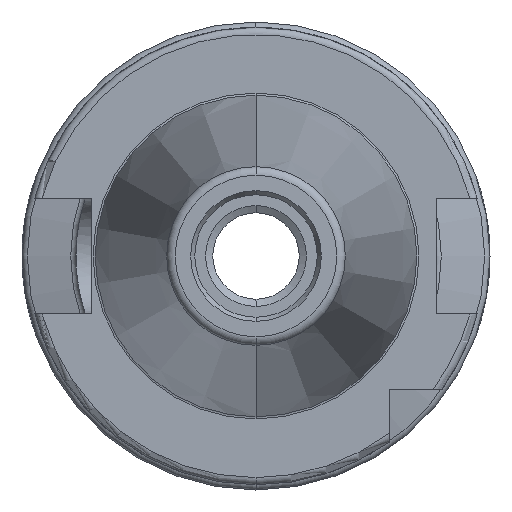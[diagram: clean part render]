
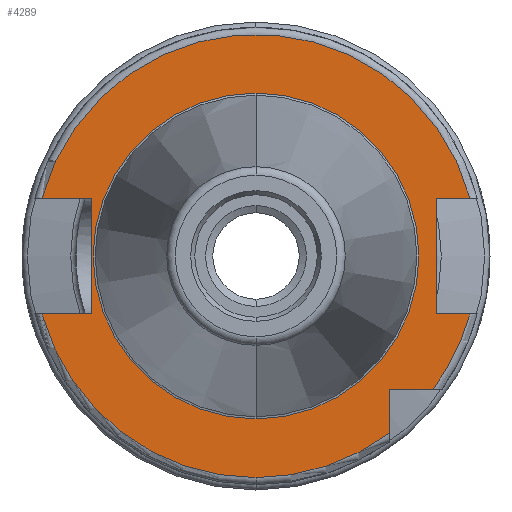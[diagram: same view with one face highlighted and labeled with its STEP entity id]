
A CAD part, left-side view. The second image highlights one B-rep face of the part: STEP entity #4289.
In plain terms, the highlighted planar face has unit normal (-1, 0, 0).
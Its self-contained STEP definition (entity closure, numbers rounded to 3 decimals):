
#785 = LINE ( 'NONE', #849, #848 ) ;
#847 = DIRECTION ( 'NONE',  ( 0., -1., 0. ) ) ;
#848 = VECTOR ( 'NONE', #847, 1000. ) ;
#849 = CARTESIAN_POINT ( 'NONE',  ( 3.2, 0., -8.05 ) ) ;
#854 = CARTESIAN_POINT ( 'NONE',  ( 3.2, 0., -30.775 ) ) ;
#858 = DIRECTION ( 'NONE',  ( 0., 0., -1. ) ) ;
#859 = DIRECTION ( 'NONE',  ( -1., 0., 0. ) ) ;
#860 = CARTESIAN_POINT ( 'NONE',  ( 3.2, 0., 0. ) ) ;
#861 = AXIS2_PLACEMENT_3D ( 'NONE', #860, #859, #858 ) ;
#872 = CIRCLE ( 'NONE', #861, 30.775 ) ;
#873 = CARTESIAN_POINT ( 'NONE',  ( 3.2, 29.704, -8.05 ) ) ;
#953 = CARTESIAN_POINT ( 'NONE',  ( 3.2, 22.8, 30.775 ) ) ;
#1033 = DIRECTION ( 'NONE',  ( 0., 1., 0. ) ) ;
#1034 = VECTOR ( 'NONE', #1033, 1000. ) ;
#1035 = CARTESIAN_POINT ( 'NONE',  ( 3.2, -25.834, -18.5 ) ) ;
#1036 = LINE ( 'NONE', #1035, #1034 ) ;
#1063 = CARTESIAN_POINT ( 'NONE',  ( 3.2, -18.5, -24.594 ) ) ;
#1092 = CARTESIAN_POINT ( 'NONE',  ( 3.2, -18.5, -18.5 ) ) ;
#1125 = DIRECTION ( 'NONE',  ( 0., 0., -1. ) ) ;
#1126 = VECTOR ( 'NONE', #1125, 1000. ) ;
#1127 = CARTESIAN_POINT ( 'NONE',  ( 3.2, -18.5, -18.5 ) ) ;
#1128 = LINE ( 'NONE', #1127, #1126 ) ;
#1133 = CARTESIAN_POINT ( 'NONE',  ( 3.2, -25., -8.05 ) ) ;
#1135 = CARTESIAN_POINT ( 'NONE',  ( 3.2, -25., 8.05 ) ) ;
#1153 = DIRECTION ( 'NONE',  ( 0., 0., -1. ) ) ;
#1154 = VECTOR ( 'NONE', #1153, 1000. ) ;
#1155 = CARTESIAN_POINT ( 'NONE',  ( 3.2, -25., 30.775 ) ) ;
#1156 = LINE ( 'NONE', #1155, #1154 ) ;
#1182 = CARTESIAN_POINT ( 'NONE',  ( 3.2, -29.704, -8.05 ) ) ;
#1283 = PLANE ( 'NONE',  #1285 ) ;
#1284 = CARTESIAN_POINT ( 'NONE',  ( 3.2, 0., 30.775 ) ) ;
#1285 = AXIS2_PLACEMENT_3D ( 'NONE', #1284, #1346, #1345 ) ;
#1286 = FACE_OUTER_BOUND ( 'NONE', #4265, .T. ) ;
#1287 = FACE_BOUND ( 'NONE', #4285, .T. ) ;
#1288 = DIRECTION ( 'NONE',  ( 0., 0., -1. ) ) ;
#1289 = DIRECTION ( 'NONE',  ( -1., 0., 0. ) ) ;
#1290 = AXIS2_PLACEMENT_3D ( 'NONE', #1297, #1289, #1288 ) ;
#1291 = CIRCLE ( 'NONE', #1290, 30.775 ) ;
#1297 = CARTESIAN_POINT ( 'NONE',  ( 3.2, 0., 0. ) ) ;
#1319 = CIRCLE ( 'NONE', #1376, 22.625 ) ;
#1345 = DIRECTION ( 'NONE',  ( 0., 0., 1. ) ) ;
#1346 = DIRECTION ( 'NONE',  ( 1., 0., 0. ) ) ;
#1373 = DIRECTION ( 'NONE',  ( 0., 0., -1. ) ) ;
#1374 = DIRECTION ( 'NONE',  ( -1., 0., 0. ) ) ;
#1375 = CARTESIAN_POINT ( 'NONE',  ( 3.2, 0., 0. ) ) ;
#1376 = AXIS2_PLACEMENT_3D ( 'NONE', #1375, #1374, #1373 ) ;
#1379 = DIRECTION ( 'NONE',  ( 0., 1., 0. ) ) ;
#1380 = VECTOR ( 'NONE', #1379, 1000. ) ;
#1381 = CARTESIAN_POINT ( 'NONE',  ( 3.2, 0., 8.05 ) ) ;
#1386 = CARTESIAN_POINT ( 'NONE',  ( 3.2, 29.704, 8.05 ) ) ;
#1387 = LINE ( 'NONE', #1381, #1380 ) ;
#1408 = LINE ( 'NONE', #953, #1692 ) ;
#1496 = CARTESIAN_POINT ( 'NONE',  ( 3.2, 22.8, -8.05 ) ) ;
#1691 = DIRECTION ( 'NONE',  ( 0., 0., -1. ) ) ;
#1692 = VECTOR ( 'NONE', #1691, 1000. ) ;
#1827 = CARTESIAN_POINT ( 'NONE',  ( 3.2, 0., -22.625 ) ) ;
#1852 = VECTOR ( 'NONE', #1906, 1000. ) ;
#1899 = CARTESIAN_POINT ( 'NONE',  ( 3.2, 22.8, 8.05 ) ) ;
#1906 = DIRECTION ( 'NONE',  ( 0., 1., 0. ) ) ;
#1912 = DIRECTION ( 'NONE',  ( 0., 0., -1. ) ) ;
#1913 = DIRECTION ( 'NONE',  ( -1., 0., 0. ) ) ;
#1914 = CARTESIAN_POINT ( 'NONE',  ( 3.2, 0., 0. ) ) ;
#1915 = AXIS2_PLACEMENT_3D ( 'NONE', #1914, #1913, #1912 ) ;
#1916 = CIRCLE ( 'NONE', #1915, 22.625 ) ;
#1932 = CARTESIAN_POINT ( 'NONE',  ( 3.2, 0., 22.625 ) ) ;
#3020 = CARTESIAN_POINT ( 'NONE',  ( 3.2, 0., -8.05 ) ) ;
#3021 = LINE ( 'NONE', #3020, #1852 ) ;
#3073 = DIRECTION ( 'NONE',  ( 0., -1., 0. ) ) ;
#3074 = VECTOR ( 'NONE', #3073, 1000. ) ;
#3075 = CARTESIAN_POINT ( 'NONE',  ( 3.2, 0., 8.05 ) ) ;
#3076 = LINE ( 'NONE', #3075, #3074 ) ;
#3096 = CARTESIAN_POINT ( 'NONE',  ( 3.2, -29.704, 8.05 ) ) ;
#3577 = DIRECTION ( 'NONE',  ( 0., 0., -1. ) ) ;
#3579 = DIRECTION ( 'NONE',  ( -1., 0., 0. ) ) ;
#3580 = CARTESIAN_POINT ( 'NONE',  ( 3.2, 0., 0. ) ) ;
#3581 = AXIS2_PLACEMENT_3D ( 'NONE', #3580, #3579, #3577 ) ;
#3584 = CIRCLE ( 'NONE', #3581, 30.775 ) ;
#3596 = CARTESIAN_POINT ( 'NONE',  ( 3.2, 0., 0. ) ) ;
#3602 = DIRECTION ( 'NONE',  ( 0., 0., -1. ) ) ;
#3603 = DIRECTION ( 'NONE',  ( -1., 0., 0. ) ) ;
#3612 = AXIS2_PLACEMENT_3D ( 'NONE', #3596, #3603, #3602 ) ;
#3613 = CIRCLE ( 'NONE', #3612, 30.775 ) ;
#3699 = EDGE_CURVE ( 'NONE', #3711, #4388, #785, .T. ) ;
#3711 = VERTEX_POINT ( 'NONE', #873 ) ;
#3713 = EDGE_CURVE ( 'NONE', #3711, #3718, #872, .T. ) ;
#3718 = VERTEX_POINT ( 'NONE', #854 ) ;
#3879 = VERTEX_POINT ( 'NONE', #5324 ) ;
#3931 = EDGE_CURVE ( 'NONE', #3879, #3960, #1036, .T. ) ;
#3946 = VERTEX_POINT ( 'NONE', #1063 ) ;
#3960 = VERTEX_POINT ( 'NONE', #1092 ) ;
#3965 = VERTEX_POINT ( 'NONE', #1135 ) ;
#3967 = VERTEX_POINT ( 'NONE', #1133 ) ;
#3969 = EDGE_CURVE ( 'NONE', #3960, #3946, #1128, .T. ) ;
#3988 = EDGE_CURVE ( 'NONE', #3965, #3967, #1156, .T. ) ;
#4000 = VERTEX_POINT ( 'NONE', #1182 ) ;
#4020 = EDGE_CURVE ( 'NONE', #4000, #3967, #3021, .T. ) ;
#4083 = VERTEX_POINT ( 'NONE', #3096 ) ;
#4091 = EDGE_CURVE ( 'NONE', #3965, #4083, #3076, .T. ) ;
#4171 = EDGE_CURVE ( 'NONE', #4083, #4347, #3584, .T. ) ;
#4222 = ORIENTED_EDGE ( 'NONE', *, *, #4345, .F. ) ;
#4259 = ORIENTED_EDGE ( 'NONE', *, *, #5132, .T. ) ;
#4265 = EDGE_LOOP ( 'NONE', ( #4310, #4291, #4266, #4292, #4290, #4259, #4273, #4297, #4295, #4319, #4222, #4401 ) ) ;
#4266 = ORIENTED_EDGE ( 'NONE', *, *, #4282, .T. ) ;
#4273 = ORIENTED_EDGE ( 'NONE', *, *, #4020, .T. ) ;
#4282 = EDGE_CURVE ( 'NONE', #3718, #3946, #1291, .T. ) ;
#4283 = ORIENTED_EDGE ( 'NONE', *, *, #4315, .F. ) ;
#4284 = ORIENTED_EDGE ( 'NONE', *, *, #4703, .F. ) ;
#4285 = EDGE_LOOP ( 'NONE', ( #4283, #4284 ) ) ;
#4289 = ADVANCED_FACE ( 'NONE', ( #1287, #1286 ), #1283, .F. ) ;
#4290 = ORIENTED_EDGE ( 'NONE', *, *, #3931, .F. ) ;
#4291 = ORIENTED_EDGE ( 'NONE', *, *, #3713, .T. ) ;
#4292 = ORIENTED_EDGE ( 'NONE', *, *, #3969, .F. ) ;
#4295 = ORIENTED_EDGE ( 'NONE', *, *, #4091, .T. ) ;
#4297 = ORIENTED_EDGE ( 'NONE', *, *, #3988, .F. ) ;
#4310 = ORIENTED_EDGE ( 'NONE', *, *, #3699, .F. ) ;
#4315 = EDGE_CURVE ( 'NONE', #4676, #4721, #1319, .T. ) ;
#4319 = ORIENTED_EDGE ( 'NONE', *, *, #4171, .T. ) ;
#4345 = EDGE_CURVE ( 'NONE', #4706, #4347, #1387, .T. ) ;
#4347 = VERTEX_POINT ( 'NONE', #1386 ) ;
#4375 = EDGE_CURVE ( 'NONE', #4706, #4388, #1408, .T. ) ;
#4388 = VERTEX_POINT ( 'NONE', #1496 ) ;
#4401 = ORIENTED_EDGE ( 'NONE', *, *, #4375, .T. ) ;
#4676 = VERTEX_POINT ( 'NONE', #1827 ) ;
#4703 = EDGE_CURVE ( 'NONE', #4721, #4676, #1916, .T. ) ;
#4706 = VERTEX_POINT ( 'NONE', #1899 ) ;
#4721 = VERTEX_POINT ( 'NONE', #1932 ) ;
#5132 = EDGE_CURVE ( 'NONE', #3879, #4000, #3613, .T. ) ;
#5324 = CARTESIAN_POINT ( 'NONE',  ( 3.2, -24.594, -18.5 ) ) ;
